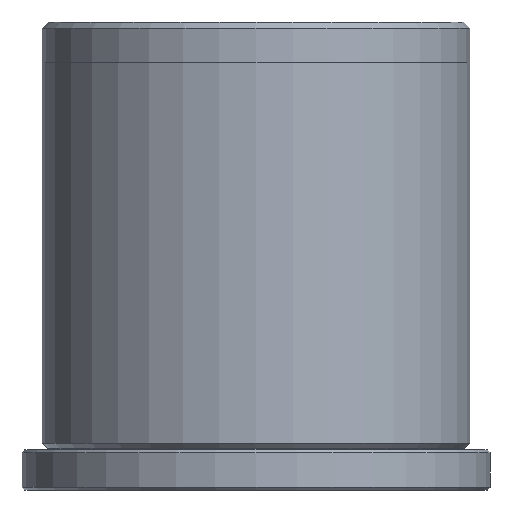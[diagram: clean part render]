
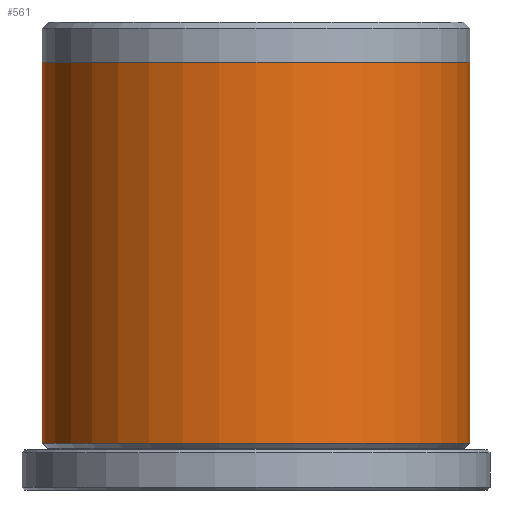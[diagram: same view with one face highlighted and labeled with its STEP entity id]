
A CAD part, front view. The second image highlights one B-rep face of the part: STEP entity #561.
In plain terms, the highlighted cylindrical face has radius 16 mm (diameter 32 mm), a partial arc.
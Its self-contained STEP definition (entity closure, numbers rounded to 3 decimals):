
#14 = CARTESIAN_POINT ( 'NONE',  ( 0., 0., 35. ) ) ;
#142 = AXIS2_PLACEMENT_3D ( 'NONE', #595, #585, #572 ) ;
#315 = LINE ( 'NONE', #2892, #1542 ) ;
#450 = FACE_OUTER_BOUND ( 'NONE', #933, .T. ) ;
#476 = DIRECTION ( 'NONE',  ( 0., 0., -1. ) ) ;
#561 = ADVANCED_FACE ( 'NONE', ( #450 ), #1658, .T. ) ;
#572 = DIRECTION ( 'NONE',  ( -1., 0., 0. ) ) ;
#585 = DIRECTION ( 'NONE',  ( 0., 0., -1. ) ) ;
#595 = CARTESIAN_POINT ( 'NONE',  ( 0., 0., 3.5 ) ) ;
#805 = DIRECTION ( 'NONE',  ( 0., 0., -1. ) ) ;
#894 = CARTESIAN_POINT ( 'NONE',  ( -16., 0., 3.5 ) ) ;
#933 = EDGE_LOOP ( 'NONE', ( #2814, #2189, #2152, #1321 ) ) ;
#956 = EDGE_CURVE ( 'NONE', #2156, #2701, #2927, .T. ) ;
#1102 = EDGE_CURVE ( 'NONE', #2257, #2701, #315, .T. ) ;
#1222 = CARTESIAN_POINT ( 'NONE',  ( 0., 0., 32. ) ) ;
#1302 = CARTESIAN_POINT ( 'NONE',  ( 16., 0., 3.5 ) ) ;
#1321 = ORIENTED_EDGE ( 'NONE', *, *, #956, .F. ) ;
#1427 = EDGE_CURVE ( 'NONE', #2304, #2156, #2424, .T. ) ;
#1456 = EDGE_CURVE ( 'NONE', #2257, #2304, #2295, .T. ) ;
#1470 = DIRECTION ( 'NONE',  ( 1., 0., 0. ) ) ;
#1542 = VECTOR ( 'NONE', #1969, 1000. ) ;
#1658 = CYLINDRICAL_SURFACE ( 'NONE', #2654, 16. ) ;
#1705 = VECTOR ( 'NONE', #476, 1000. ) ;
#1969 = DIRECTION ( 'NONE',  ( 0., 0., -1. ) ) ;
#2061 = CARTESIAN_POINT ( 'NONE',  ( -16., 0., 32. ) ) ;
#2152 = ORIENTED_EDGE ( 'NONE', *, *, #1102, .T. ) ;
#2156 = VERTEX_POINT ( 'NONE', #1302 ) ;
#2189 = ORIENTED_EDGE ( 'NONE', *, *, #1456, .F. ) ;
#2257 = VERTEX_POINT ( 'NONE', #2061 ) ;
#2295 = CIRCLE ( 'NONE', #2364, 16. ) ;
#2304 = VERTEX_POINT ( 'NONE', #2328 ) ;
#2328 = CARTESIAN_POINT ( 'NONE',  ( 16., 0., 32. ) ) ;
#2364 = AXIS2_PLACEMENT_3D ( 'NONE', #1222, #2875, #1470 ) ;
#2424 = LINE ( 'NONE', #3085, #1705 ) ;
#2654 = AXIS2_PLACEMENT_3D ( 'NONE', #14, #805, #2686 ) ;
#2686 = DIRECTION ( 'NONE',  ( -1., 0., 0. ) ) ;
#2701 = VERTEX_POINT ( 'NONE', #894 ) ;
#2814 = ORIENTED_EDGE ( 'NONE', *, *, #1427, .F. ) ;
#2875 = DIRECTION ( 'NONE',  ( 0., 0., 1. ) ) ;
#2892 = CARTESIAN_POINT ( 'NONE',  ( -16., 0., 35. ) ) ;
#2927 = CIRCLE ( 'NONE', #142, 16. ) ;
#3085 = CARTESIAN_POINT ( 'NONE',  ( 16., 0., 35. ) ) ;
